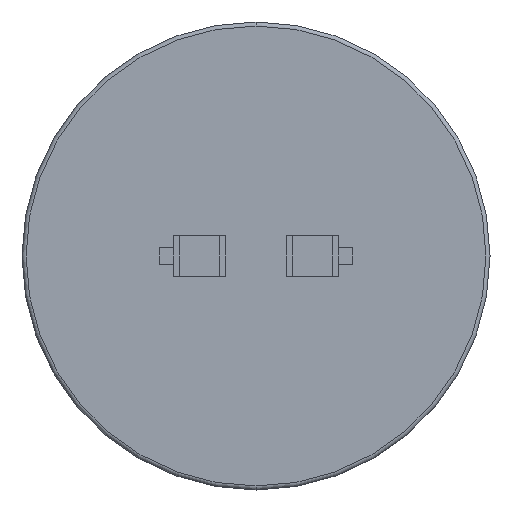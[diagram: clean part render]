
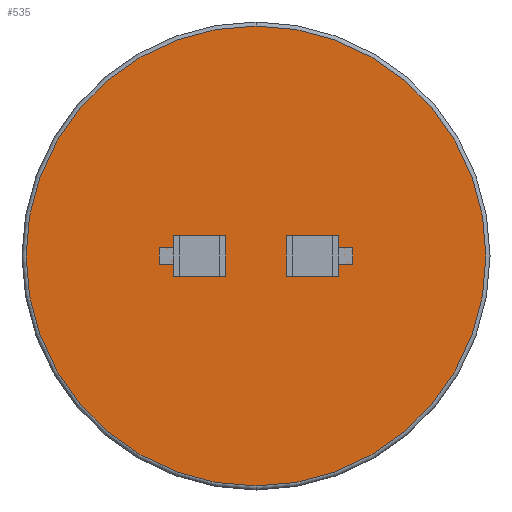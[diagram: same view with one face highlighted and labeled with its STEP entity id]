
A CAD part, front view. The second image highlights one B-rep face of the part: STEP entity #535.
In plain terms, the highlighted planar face has unit normal (0, -1, 0).
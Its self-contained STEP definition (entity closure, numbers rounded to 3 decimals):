
#22 = ORIENTED_EDGE ( 'NONE', *, *, #1982, .F. ) ;
#115 = DIRECTION ( 'NONE',  ( 0., 0., -1. ) ) ;
#157 = VECTOR ( 'NONE', #1712, 1000. ) ;
#168 = ORIENTED_EDGE ( 'NONE', *, *, #1200, .T. ) ;
#195 = VERTEX_POINT ( 'NONE', #578 ) ;
#206 = DIRECTION ( 'NONE',  ( 0., -1., 0. ) ) ;
#207 = FACE_BOUND ( 'NONE', #473, .T. ) ;
#263 = EDGE_CURVE ( 'NONE', #641, #608, #393, .T. ) ;
#264 = VECTOR ( 'NONE', #1213, 1000. ) ;
#274 = VERTEX_POINT ( 'NONE', #936 ) ;
#305 = VERTEX_POINT ( 'NONE', #1414 ) ;
#314 = LINE ( 'NONE', #1399, #1539 ) ;
#359 = DIRECTION ( 'NONE',  ( 0., -1., 0. ) ) ;
#393 = LINE ( 'NONE', #442, #1627 ) ;
#399 = CIRCLE ( 'NONE', #734, 2.85 ) ;
#442 = CARTESIAN_POINT ( 'NONE',  ( 0.45, 0., -0.25 ) ) ;
#462 = DIRECTION ( 'NONE',  ( -1., 0., 0. ) ) ;
#473 = EDGE_LOOP ( 'NONE', ( #1889, #1221, #708, #1380 ) ) ;
#475 = VERTEX_POINT ( 'NONE', #666 ) ;
#535 = ADVANCED_FACE ( 'NONE', ( #207, #638, #1442 ), #2035, .T. ) ;
#552 = VERTEX_POINT ( 'NONE', #1570 ) ;
#557 = LINE ( 'NONE', #630, #1318 ) ;
#575 = LINE ( 'NONE', #1395, #157 ) ;
#578 = CARTESIAN_POINT ( 'NONE',  ( 0., 0., 2.85 ) ) ;
#608 = VERTEX_POINT ( 'NONE', #1107 ) ;
#609 = LINE ( 'NONE', #947, #1364 ) ;
#613 = DIRECTION ( 'NONE',  ( 0., 0., -1. ) ) ;
#615 = CARTESIAN_POINT ( 'NONE',  ( -0.45, 0., -0.25 ) ) ;
#617 = EDGE_CURVE ( 'NONE', #305, #828, #1415, .T. ) ;
#630 = CARTESIAN_POINT ( 'NONE',  ( 0.95, 0., 0.25 ) ) ;
#638 = FACE_OUTER_BOUND ( 'NONE', #1763, .T. ) ;
#641 = VERTEX_POINT ( 'NONE', #784 ) ;
#648 = EDGE_CURVE ( 'NONE', #274, #305, #609, .T. ) ;
#666 = CARTESIAN_POINT ( 'NONE',  ( 0., 0., -2.85 ) ) ;
#684 = EDGE_CURVE ( 'NONE', #552, #641, #557, .T. ) ;
#694 = LINE ( 'NONE', #1538, #264 ) ;
#708 = ORIENTED_EDGE ( 'NONE', *, *, #1412, .F. ) ;
#734 = AXIS2_PLACEMENT_3D ( 'NONE', #1327, #359, #1485 ) ;
#762 = EDGE_CURVE ( 'NONE', #1351, #552, #575, .T. ) ;
#784 = CARTESIAN_POINT ( 'NONE',  ( 0.45, 0., 0.25 ) ) ;
#828 = VERTEX_POINT ( 'NONE', #1894 ) ;
#864 = EDGE_LOOP ( 'NONE', ( #22, #1524, #1702, #2093 ) ) ;
#930 = CARTESIAN_POINT ( 'NONE',  ( -0.95, 0., 0.25 ) ) ;
#936 = CARTESIAN_POINT ( 'NONE',  ( -0.95, 0., -0.25 ) ) ;
#947 = CARTESIAN_POINT ( 'NONE',  ( -0.45, 0., -0.25 ) ) ;
#957 = AXIS2_PLACEMENT_3D ( 'NONE', #1172, #206, #1331 ) ;
#988 = VECTOR ( 'NONE', #1268, 1000. ) ;
#997 = VERTEX_POINT ( 'NONE', #930 ) ;
#1080 = DIRECTION ( 'NONE',  ( 0., -1., 0. ) ) ;
#1107 = CARTESIAN_POINT ( 'NONE',  ( 0.45, 0., -0.25 ) ) ;
#1172 = CARTESIAN_POINT ( 'NONE',  ( 0., 0., 0. ) ) ;
#1200 = EDGE_CURVE ( 'NONE', #475, #195, #399, .T. ) ;
#1202 = CARTESIAN_POINT ( 'NONE',  ( 0.95, 0., -0.25 ) ) ;
#1213 = DIRECTION ( 'NONE',  ( 1., 0., 0. ) ) ;
#1221 = ORIENTED_EDGE ( 'NONE', *, *, #762, .F. ) ;
#1225 = EDGE_CURVE ( 'NONE', #195, #475, #2067, .T. ) ;
#1268 = DIRECTION ( 'NONE',  ( 0., 0., 1. ) ) ;
#1318 = VECTOR ( 'NONE', #462, 1000. ) ;
#1327 = CARTESIAN_POINT ( 'NONE',  ( 0., 0., 0. ) ) ;
#1331 = DIRECTION ( 'NONE',  ( 0., 0., -1. ) ) ;
#1351 = VERTEX_POINT ( 'NONE', #1202 ) ;
#1359 = ORIENTED_EDGE ( 'NONE', *, *, #1225, .T. ) ;
#1364 = VECTOR ( 'NONE', #2073, 1000. ) ;
#1371 = EDGE_CURVE ( 'NONE', #997, #274, #2027, .T. ) ;
#1380 = ORIENTED_EDGE ( 'NONE', *, *, #263, .F. ) ;
#1388 = DIRECTION ( 'NONE',  ( -1., 0., 0. ) ) ;
#1395 = CARTESIAN_POINT ( 'NONE',  ( 0.95, 0., -0.25 ) ) ;
#1399 = CARTESIAN_POINT ( 'NONE',  ( -0.45, 0., 0.25 ) ) ;
#1412 = EDGE_CURVE ( 'NONE', #608, #1351, #694, .T. ) ;
#1414 = CARTESIAN_POINT ( 'NONE',  ( -0.45, 0., -0.25 ) ) ;
#1415 = LINE ( 'NONE', #615, #988 ) ;
#1442 = FACE_BOUND ( 'NONE', #864, .T. ) ;
#1485 = DIRECTION ( 'NONE',  ( 0., 0., -1. ) ) ;
#1524 = ORIENTED_EDGE ( 'NONE', *, *, #617, .F. ) ;
#1538 = CARTESIAN_POINT ( 'NONE',  ( 0.95, 0., -0.25 ) ) ;
#1539 = VECTOR ( 'NONE', #1388, 1000. ) ;
#1570 = CARTESIAN_POINT ( 'NONE',  ( 0.95, 0., 0.25 ) ) ;
#1579 = AXIS2_PLACEMENT_3D ( 'NONE', #2044, #1080, #115 ) ;
#1627 = VECTOR ( 'NONE', #613, 1000. ) ;
#1702 = ORIENTED_EDGE ( 'NONE', *, *, #648, .F. ) ;
#1712 = DIRECTION ( 'NONE',  ( 0., 0., 1. ) ) ;
#1763 = EDGE_LOOP ( 'NONE', ( #168, #1359 ) ) ;
#1889 = ORIENTED_EDGE ( 'NONE', *, *, #684, .F. ) ;
#1894 = CARTESIAN_POINT ( 'NONE',  ( -0.45, 0., 0.25 ) ) ;
#1980 = VECTOR ( 'NONE', #2006, 1000. ) ;
#1982 = EDGE_CURVE ( 'NONE', #828, #997, #314, .T. ) ;
#2006 = DIRECTION ( 'NONE',  ( 0., 0., -1. ) ) ;
#2012 = CARTESIAN_POINT ( 'NONE',  ( -0.95, 0., -0.25 ) ) ;
#2027 = LINE ( 'NONE', #2012, #1980 ) ;
#2035 = PLANE ( 'NONE',  #1579 ) ;
#2044 = CARTESIAN_POINT ( 'NONE',  ( 0., 0., 0. ) ) ;
#2067 = CIRCLE ( 'NONE', #957, 2.85 ) ;
#2073 = DIRECTION ( 'NONE',  ( 1., 0., 0. ) ) ;
#2093 = ORIENTED_EDGE ( 'NONE', *, *, #1371, .F. ) ;
